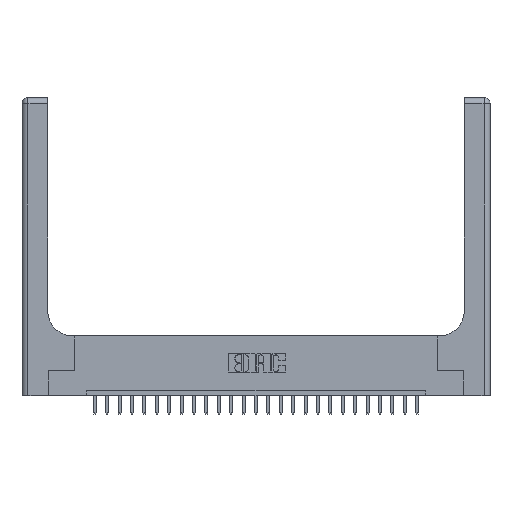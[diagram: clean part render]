
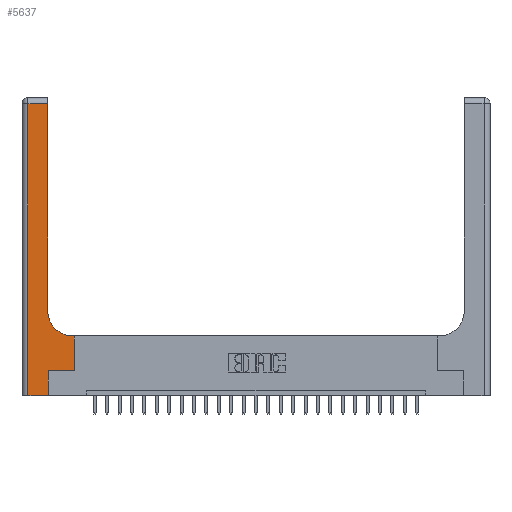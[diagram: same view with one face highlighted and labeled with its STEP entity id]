
A CAD part, top view. The second image highlights one B-rep face of the part: STEP entity #5637.
In plain terms, the highlighted planar face has unit normal (0, 0, 1).
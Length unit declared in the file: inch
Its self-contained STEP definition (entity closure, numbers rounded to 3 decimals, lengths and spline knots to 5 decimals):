
#30 = LINE ( 'NONE', #19225, #24312 ) ;
#1626 = VECTOR ( 'NONE', #8081, 39.37008 ) ;
#3082 = ORIENTED_EDGE ( 'NONE', *, *, #16946, .T. ) ;
#3105 = LINE ( 'NONE', #6806, #12729 ) ;
#3407 = EDGE_CURVE ( 'NONE', #6813, #13173, #17989, .T. ) ;
#3536 = AXIS2_PLACEMENT_3D ( 'NONE', #21387, #19771, #12083 ) ;
#4014 = CARTESIAN_POINT ( 'NONE',  ( 0., 0., 0.37 ) ) ;
#4447 = FACE_OUTER_BOUND ( 'NONE', #6631, .T. ) ;
#4476 = VECTOR ( 'NONE', #12412, 39.37008 ) ;
#4801 = ORIENTED_EDGE ( 'NONE', *, *, #7738, .T. ) ;
#5092 = EDGE_CURVE ( 'NONE', #13173, #12968, #13047, .T. ) ;
#5637 = ADVANCED_FACE ( 'NONE', ( #4447 ), #6415, .F. ) ;
#6234 = CARTESIAN_POINT ( 'NONE',  ( 0.26, 2.94, 0.37 ) ) ;
#6251 = ORIENTED_EDGE ( 'NONE', *, *, #19867, .T. ) ;
#6415 = PLANE ( 'NONE',  #9498 ) ;
#6631 = EDGE_LOOP ( 'NONE', ( #11310, #6251, #9381, #6856, #19566, #3082, #11825, #24520, #4801 ) ) ;
#6715 = CARTESIAN_POINT ( 'NONE',  ( 0.06, 3., 0.37 ) ) ;
#6806 = CARTESIAN_POINT ( 'NONE',  ( 0.528, 0.25, 0.37 ) ) ;
#6813 = VERTEX_POINT ( 'NONE', #17476 ) ;
#6856 = ORIENTED_EDGE ( 'NONE', *, *, #5092, .T. ) ;
#7389 = CARTESIAN_POINT ( 'NONE',  ( 0.528, 0.6, 0.37 ) ) ;
#7422 = VERTEX_POINT ( 'NONE', #11994 ) ;
#7738 = EDGE_CURVE ( 'NONE', #23410, #16166, #18563, .T. ) ;
#8081 = DIRECTION ( 'NONE',  ( -1., 0., 0. ) ) ;
#8693 = EDGE_CURVE ( 'NONE', #16166, #22541, #15069, .T. ) ;
#9030 = VERTEX_POINT ( 'NONE', #7389 ) ;
#9381 = ORIENTED_EDGE ( 'NONE', *, *, #3407, .T. ) ;
#9498 = AXIS2_PLACEMENT_3D ( 'NONE', #17811, #12484, #19547 ) ;
#9528 = VECTOR ( 'NONE', #11315, 39.37008 ) ;
#10234 = CARTESIAN_POINT ( 'NONE',  ( 0.51, 0.6, 0.37 ) ) ;
#11310 = ORIENTED_EDGE ( 'NONE', *, *, #8693, .T. ) ;
#11315 = DIRECTION ( 'NONE',  ( 1., 0., 0. ) ) ;
#11389 = CARTESIAN_POINT ( 'NONE',  ( 0.26, 0.85, 0.37 ) ) ;
#11792 = EDGE_CURVE ( 'NONE', #9030, #23410, #22947, .T. ) ;
#11804 = VECTOR ( 'NONE', #20661, 39.37008 ) ;
#11825 = ORIENTED_EDGE ( 'NONE', *, *, #13104, .T. ) ;
#11994 = CARTESIAN_POINT ( 'NONE',  ( 0.528, 0.25, 0.37 ) ) ;
#12083 = DIRECTION ( 'NONE',  ( 1., 0., 0. ) ) ;
#12223 = CARTESIAN_POINT ( 'NONE',  ( 0.265, 0., 0.37 ) ) ;
#12412 = DIRECTION ( 'NONE',  ( 0., -1., 0. ) ) ;
#12484 = DIRECTION ( 'NONE',  ( 0., 0., -1. ) ) ;
#12517 = DIRECTION ( 'NONE',  ( 0., 1., 0. ) ) ;
#12729 = VECTOR ( 'NONE', #12517, 39.37008 ) ;
#12968 = VERTEX_POINT ( 'NONE', #19451 ) ;
#13047 = LINE ( 'NONE', #4014, #9528 ) ;
#13104 = EDGE_CURVE ( 'NONE', #7422, #9030, #3105, .T. ) ;
#13173 = VERTEX_POINT ( 'NONE', #20195 ) ;
#13873 = CARTESIAN_POINT ( 'NONE',  ( 0.26, 0.6, 0.37 ) ) ;
#14616 = VERTEX_POINT ( 'NONE', #21719 ) ;
#15069 = LINE ( 'NONE', #22647, #11804 ) ;
#15936 = LINE ( 'NONE', #12223, #23924 ) ;
#16166 = VERTEX_POINT ( 'NONE', #11389 ) ;
#16863 = LINE ( 'NONE', #20333, #22026 ) ;
#16946 = EDGE_CURVE ( 'NONE', #14616, #7422, #30, .T. ) ;
#17112 = DIRECTION ( 'NONE',  ( 1., 0., 0. ) ) ;
#17476 = CARTESIAN_POINT ( 'NONE',  ( 0.06, 2.94, 0.37 ) ) ;
#17811 = CARTESIAN_POINT ( 'NONE',  ( 0., 3., 0.37 ) ) ;
#17989 = LINE ( 'NONE', #6715, #4476 ) ;
#18563 = CIRCLE ( 'NONE', #3536, 0.25 ) ;
#19225 = CARTESIAN_POINT ( 'NONE',  ( 0.265, 0.25, 0.37 ) ) ;
#19451 = CARTESIAN_POINT ( 'NONE',  ( 0.265, 0., 0.37 ) ) ;
#19547 = DIRECTION ( 'NONE',  ( -1., 0., 0. ) ) ;
#19566 = ORIENTED_EDGE ( 'NONE', *, *, #21869, .T. ) ;
#19771 = DIRECTION ( 'NONE',  ( 0., 0., -1. ) ) ;
#19867 = EDGE_CURVE ( 'NONE', #22541, #6813, #16863, .T. ) ;
#20028 = DIRECTION ( 'NONE',  ( 0., 1., 0. ) ) ;
#20195 = CARTESIAN_POINT ( 'NONE',  ( 0.06, 0., 0.37 ) ) ;
#20333 = CARTESIAN_POINT ( 'NONE',  ( 0., 2.94, 0.37 ) ) ;
#20459 = DIRECTION ( 'NONE',  ( -1., 0., 0. ) ) ;
#20661 = DIRECTION ( 'NONE',  ( 0., 1., 0. ) ) ;
#21387 = CARTESIAN_POINT ( 'NONE',  ( 0.51, 0.85, 0.37 ) ) ;
#21719 = CARTESIAN_POINT ( 'NONE',  ( 0.265, 0.25, 0.37 ) ) ;
#21869 = EDGE_CURVE ( 'NONE', #12968, #14616, #15936, .T. ) ;
#22026 = VECTOR ( 'NONE', #20459, 39.37008 ) ;
#22541 = VERTEX_POINT ( 'NONE', #6234 ) ;
#22647 = CARTESIAN_POINT ( 'NONE',  ( 0.26, 3., 0.37 ) ) ;
#22947 = LINE ( 'NONE', #13873, #1626 ) ;
#23410 = VERTEX_POINT ( 'NONE', #10234 ) ;
#23924 = VECTOR ( 'NONE', #20028, 39.37008 ) ;
#24312 = VECTOR ( 'NONE', #17112, 39.37008 ) ;
#24520 = ORIENTED_EDGE ( 'NONE', *, *, #11792, .T. ) ;
